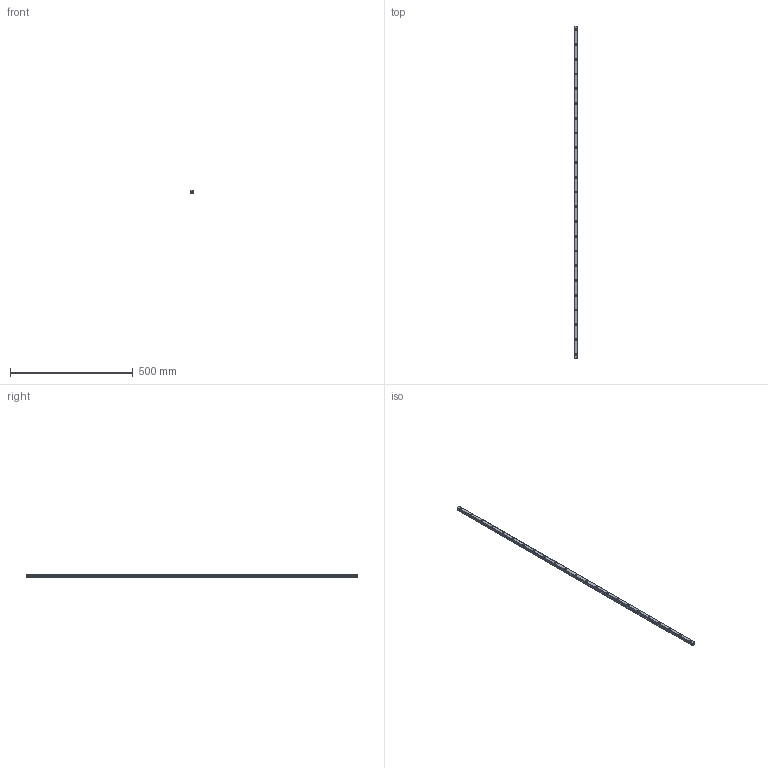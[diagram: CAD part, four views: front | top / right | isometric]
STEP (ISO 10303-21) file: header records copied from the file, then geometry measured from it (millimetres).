
FILE_DESCRIPTION(('STEP AP214'),'1');
FILE_NAME('cctmp_DCE51EB8-6548-4CA9-920F-D9B9CB1EDDDD_2021_02_02_12_25_17_0304..stp','2021-02-02T11:25:17',('HIWIN GmbH'),('CADClick - www.CADClick.com'),'Spatial InterOp 3D',' ','unknown authorization');
FILE_SCHEMA(('AUTOMOTIVE_DESIGN'));
Length unit declared in the file: millimetre
Products named in the file (1): EGR15U1350C_FILE
Bounding box: 15 x 1350 x 12.5 mm (x, y, z)
Volume: 214895.3 mm3; surface area: 82522.2 mm2
Topology: 1 solids, 1 shells, 333 faces, 843 edges, 562 vertices
Faces by surface type: plane 177, cylinder 156
Entity records: 12889 total; most frequent: DIRECTION 1915, CARTESIAN_POINT 1739, ORIENTED_EDGE 1686, EDGE_CURVE 843, AXIS2_PLACEMENT_3D 738, VERTEX_POINT 562, LINE 439, VECTOR 439
